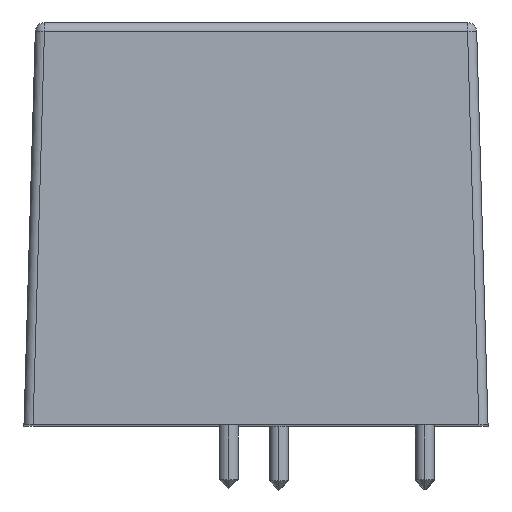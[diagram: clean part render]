
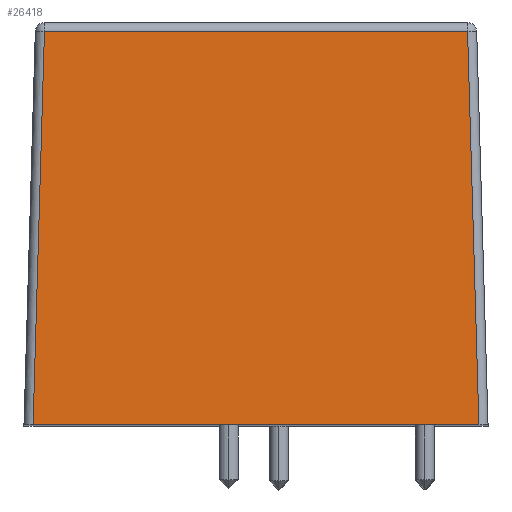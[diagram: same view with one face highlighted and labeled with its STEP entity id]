
A CAD part, top view. The second image highlights one B-rep face of the part: STEP entity #26418.
In plain terms, the highlighted planar face has unit normal (-0.001, 0.029, 1).
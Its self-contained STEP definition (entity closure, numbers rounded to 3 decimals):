
#1089 = CARTESIAN_POINT ( 'NONE',  ( 24.9, 0., 22.85 ) ) ;
#2159 = CARTESIAN_POINT ( 'NONE',  ( 0.499, 0., 22.829 ) ) ;
#3127 = AXIS2_PLACEMENT_3D ( 'NONE', #31248, #41334, #21272 ) ;
#4965 = CARTESIAN_POINT ( 'NONE',  ( 24.279, 21.514, 22.23 ) ) ;
#6485 = VERTEX_POINT ( 'NONE', #39007 ) ;
#6501 = VECTOR ( 'NONE', #10739, 1000. ) ;
#7022 = VERTEX_POINT ( 'NONE', #38814 ) ;
#7410 = CARTESIAN_POINT ( 'NONE',  ( 1.12, 21.514, 22.21 ) ) ;
#8867 = ORIENTED_EDGE ( 'NONE', *, *, #14291, .F. ) ;
#8923 = EDGE_CURVE ( 'NONE', #37273, #43154, #37995, .T. ) ;
#10739 = DIRECTION ( 'NONE',  ( 1., 0., 0.001 ) ) ;
#14291 = EDGE_CURVE ( 'NONE', #7022, #37273, #42859, .T. ) ;
#15824 = CARTESIAN_POINT ( 'NONE',  ( 0.499, 0., 22.829 ) ) ;
#16685 = LINE ( 'NONE', #2159, #34457 ) ;
#17932 = PLANE ( 'NONE',  #3127 ) ;
#18828 = EDGE_CURVE ( 'NONE', #43154, #6485, #16685, .T. ) ;
#21272 = DIRECTION ( 'NONE',  ( 0., 1., -0.029 ) ) ;
#21609 = FACE_OUTER_BOUND ( 'NONE', #41021, .T. ) ;
#23213 = LINE ( 'NONE', #7410, #6501 ) ;
#25084 = VECTOR ( 'NONE', #35066, 1000. ) ;
#26418 = ADVANCED_FACE ( 'NONE', ( #21609 ), #17932, .F. ) ;
#27868 = DIRECTION ( 'NONE',  ( -1., 0., -0.001 ) ) ;
#28004 = ORIENTED_EDGE ( 'NONE', *, *, #8923, .F. ) ;
#30173 = VECTOR ( 'NONE', #27868, 1000. ) ;
#31248 = CARTESIAN_POINT ( 'NONE',  ( 24.476, 31.996, 21.928 ) ) ;
#34457 = VECTOR ( 'NONE', #35639, 1000. ) ;
#35066 = DIRECTION ( 'NONE',  ( 0.029, -0.999, 0.029 ) ) ;
#35639 = DIRECTION ( 'NONE',  ( 0.029, 0.999, -0.029 ) ) ;
#35848 = ORIENTED_EDGE ( 'NONE', *, *, #18828, .F. ) ;
#37273 = VERTEX_POINT ( 'NONE', #40316 ) ;
#37995 = LINE ( 'NONE', #1089, #30173 ) ;
#38814 = CARTESIAN_POINT ( 'NONE',  ( 24.279, 21.514, 22.23 ) ) ;
#39007 = CARTESIAN_POINT ( 'NONE',  ( 1.12, 21.514, 22.21 ) ) ;
#40316 = CARTESIAN_POINT ( 'NONE',  ( 24.9, 0., 22.85 ) ) ;
#41021 = EDGE_LOOP ( 'NONE', ( #8867, #41251, #35848, #28004 ) ) ;
#41177 = EDGE_CURVE ( 'NONE', #6485, #7022, #23213, .T. ) ;
#41251 = ORIENTED_EDGE ( 'NONE', *, *, #41177, .F. ) ;
#41334 = DIRECTION ( 'NONE',  ( 0.001, -0.029, -1. ) ) ;
#42859 = LINE ( 'NONE', #4965, #25084 ) ;
#43154 = VERTEX_POINT ( 'NONE', #15824 ) ;
